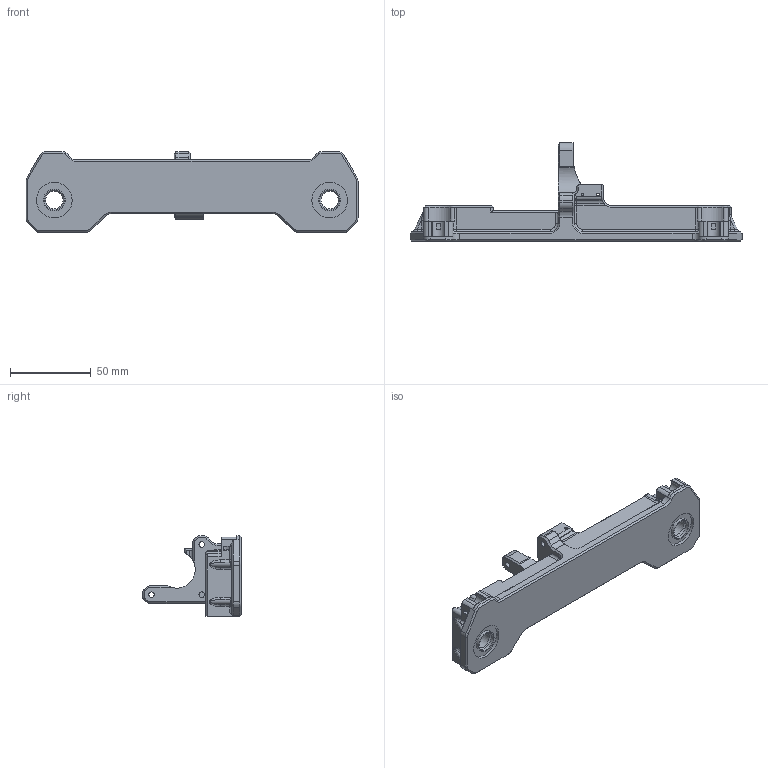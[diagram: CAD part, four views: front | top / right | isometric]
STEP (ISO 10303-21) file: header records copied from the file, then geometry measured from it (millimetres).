
FILE_DESCRIPTION( ( '' ), ' ' );
FILE_NAME( '5b0e77c5aca11f0fe11d1db9.step', '2018-05-30T10:07:02', ( '' ), ( '' ), ' ', ' ', ' ' );
FILE_SCHEMA( ( 'AUTOMOTIVE_DESIGN { 1 0 10303 214 1 1 1 1 }' ) );
Length unit declared in the file: metre
Products named in the file (1): Part 1
Bounding box: 205 x 61 x 50.01 mm (x, y, z)
Volume: 107685.8 mm3; surface area: 35715.9 mm2
Topology: 1 solids, 1 shells, 450 faces, 1141 edges, 688 vertices
Faces by surface type: plane 188, cylinder 143, cone 80, bspline 22, torus 11, sphere 6
Full cylindrical faces by diameter (mm): 1.6 x2, 3.4 x3, 6.5 x3, 10.8 x2, 12.4 x2, 13.4 x2, 22 x2
Entity records: 18848 total; most frequent: CARTESIAN_POINT 4403, DIRECTION 2348, ORIENTED_EDGE 2222, EDGE_CURVE 1111, AXIS2_PLACEMENT_3D 853, VERTEX_POINT 682, LINE 642, VECTOR 642
